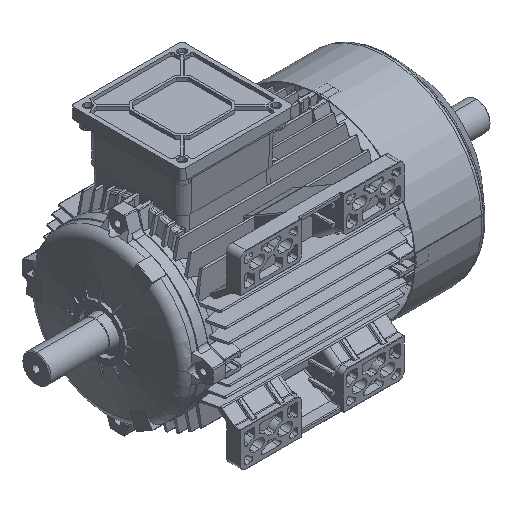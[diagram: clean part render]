
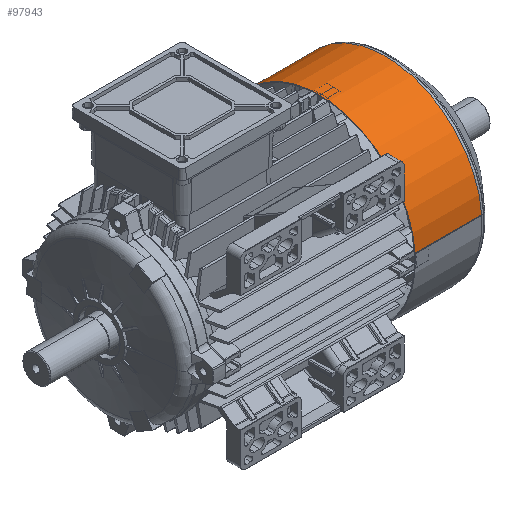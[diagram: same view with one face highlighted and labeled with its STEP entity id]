
A CAD part, isometric view. The second image highlights one B-rep face of the part: STEP entity #97943.
In plain terms, the highlighted cylindrical face has radius 131.5 mm (diameter 263 mm), a partial arc.
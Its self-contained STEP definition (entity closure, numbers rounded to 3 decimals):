
#306 = AXIS2_PLACEMENT_3D ( 'NONE', #45165, #127449, #155543 ) ;
#723 = FACE_OUTER_BOUND ( 'NONE', #90896, .T. ) ;
#6426 = DIRECTION ( 'NONE',  ( -1., 0., 0. ) ) ;
#12361 = CARTESIAN_POINT ( 'NONE',  ( 90.538, 0., 131.5 ) ) ;
#17930 = CARTESIAN_POINT ( 'NONE',  ( 0., 0., 131.5 ) ) ;
#20640 = EDGE_CURVE ( 'NONE', #22186, #36822, #22305, .T. ) ;
#22186 = VERTEX_POINT ( 'NONE', #75551 ) ;
#22305 = CIRCLE ( 'NONE', #111879, 131.5 ) ;
#26809 = VECTOR ( 'NONE', #89003, 1000. ) ;
#28845 = ORIENTED_EDGE ( 'NONE', *, *, #20640, .F. ) ;
#31480 = DIRECTION ( 'NONE',  ( 0., 0., 1. ) ) ;
#35350 = DIRECTION ( 'NONE',  ( 0., 0., 1. ) ) ;
#36822 = VERTEX_POINT ( 'NONE', #17930 ) ;
#44116 = EDGE_CURVE ( 'NONE', #146827, #36822, #137100, .T. ) ;
#45165 = CARTESIAN_POINT ( 'NONE',  ( 90.538, 0., 0. ) ) ;
#46007 = CARTESIAN_POINT ( 'NONE',  ( 0., 0., -131.5 ) ) ;
#55749 = ORIENTED_EDGE ( 'NONE', *, *, #143964, .T. ) ;
#71701 = CYLINDRICAL_SURFACE ( 'NONE', #119854, 131.5 ) ;
#74764 = VERTEX_POINT ( 'NONE', #174651 ) ;
#75551 = CARTESIAN_POINT ( 'NONE',  ( 0., 0., -131.5 ) ) ;
#87469 = EDGE_CURVE ( 'NONE', #74764, #22186, #115204, .T. ) ;
#87547 = DIRECTION ( 'NONE',  ( -1., 0., 0. ) ) ;
#89003 = DIRECTION ( 'NONE',  ( -1., 0., 0. ) ) ;
#90896 = EDGE_LOOP ( 'NONE', ( #117458, #55749, #144501, #28845 ) ) ;
#97943 = ADVANCED_FACE ( 'NONE', ( #723 ), #71701, .T. ) ;
#103381 = VECTOR ( 'NONE', #178259, 1000. ) ;
#104729 = CIRCLE ( 'NONE', #306, 131.5 ) ;
#111879 = AXIS2_PLACEMENT_3D ( 'NONE', #138112, #6426, #35350 ) ;
#115204 = LINE ( 'NONE', #46007, #26809 ) ;
#117458 = ORIENTED_EDGE ( 'NONE', *, *, #87469, .F. ) ;
#119854 = AXIS2_PLACEMENT_3D ( 'NONE', #159555, #87547, #31480 ) ;
#127449 = DIRECTION ( 'NONE',  ( -1., 0., 0. ) ) ;
#137100 = LINE ( 'NONE', #150194, #103381 ) ;
#138112 = CARTESIAN_POINT ( 'NONE',  ( 0., 0., 0. ) ) ;
#143964 = EDGE_CURVE ( 'NONE', #74764, #146827, #104729, .T. ) ;
#144501 = ORIENTED_EDGE ( 'NONE', *, *, #44116, .T. ) ;
#146827 = VERTEX_POINT ( 'NONE', #12361 ) ;
#150194 = CARTESIAN_POINT ( 'NONE',  ( 0., 0., 131.5 ) ) ;
#155543 = DIRECTION ( 'NONE',  ( 0., 0., -1. ) ) ;
#159555 = CARTESIAN_POINT ( 'NONE',  ( 0., 0., 0. ) ) ;
#174651 = CARTESIAN_POINT ( 'NONE',  ( 90.538, 0., -131.5 ) ) ;
#178259 = DIRECTION ( 'NONE',  ( -1., 0., 0. ) ) ;
